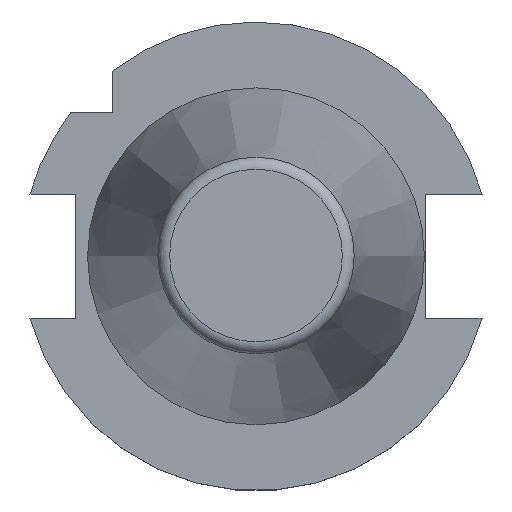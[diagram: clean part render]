
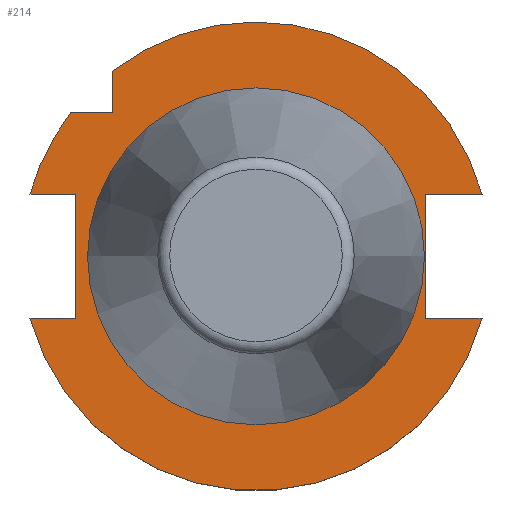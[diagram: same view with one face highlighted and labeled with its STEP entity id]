
A CAD part, top view. The second image highlights one B-rep face of the part: STEP entity #214.
In plain terms, the highlighted planar face has unit normal (0, 0, 1).
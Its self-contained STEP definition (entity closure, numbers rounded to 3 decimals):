
#58=LINE('',#1339,#109);
#59=LINE('',#1342,#110);
#60=LINE('',#1343,#111);
#61=LINE('',#1345,#112);
#62=LINE('',#1346,#113);
#63=LINE('',#1348,#114);
#64=LINE('',#1350,#115);
#65=LINE('',#1351,#116);
#109=VECTOR('',#1070,1.);
#110=VECTOR('',#1071,1.);
#111=VECTOR('',#1072,1.);
#112=VECTOR('',#1073,1.);
#113=VECTOR('',#1074,1.);
#114=VECTOR('',#1075,1.);
#115=VECTOR('',#1076,1.);
#116=VECTOR('',#1077,1.);
#183=PLANE('',#915);
#214=ADVANCED_FACE('CU_FL_SU_5',(#288,#289),#183,.F.);
#288=FACE_BOUND('',#349,.T.);
#289=FACE_BOUND('',#350,.T.);
#349=EDGE_LOOP('',(#454,#455,#456,#457,#458,#459,#460,#461,#462,#463,#464));
#350=EDGE_LOOP('',(#465));
#454=ORIENTED_EDGE('',*,*,#736,.T.);
#455=ORIENTED_EDGE('',*,*,#737,.T.);
#456=ORIENTED_EDGE('',*,*,#728,.T.);
#457=ORIENTED_EDGE('',*,*,#738,.T.);
#458=ORIENTED_EDGE('',*,*,#739,.F.);
#459=ORIENTED_EDGE('',*,*,#732,.F.);
#460=ORIENTED_EDGE('',*,*,#740,.F.);
#461=ORIENTED_EDGE('',*,*,#741,.F.);
#462=ORIENTED_EDGE('',*,*,#742,.T.);
#463=ORIENTED_EDGE('',*,*,#724,.F.);
#464=ORIENTED_EDGE('',*,*,#743,.F.);
#465=ORIENTED_EDGE('',*,*,#744,.T.);
#644=VERTEX_POINT('',#1308);
#646=VERTEX_POINT('',#1312);
#647=VERTEX_POINT('',#1316);
#650=VERTEX_POINT('',#1321);
#652=VERTEX_POINT('',#1326);
#654=VERTEX_POINT('',#1330);
#657=VERTEX_POINT('',#1340);
#658=VERTEX_POINT('',#1341);
#659=VERTEX_POINT('',#1344);
#660=VERTEX_POINT('',#1347);
#661=VERTEX_POINT('',#1349);
#662=VERTEX_POINT('',#1353);
#724=EDGE_CURVE('',#646,#644,#817,.T.);
#728=EDGE_CURVE('',#647,#650,#819,.T.);
#732=EDGE_CURVE('',#654,#652,#821,.T.);
#736=EDGE_CURVE('',#657,#658,#58,.T.);
#737=EDGE_CURVE('',#658,#647,#59,.T.);
#738=EDGE_CURVE('',#650,#659,#60,.T.);
#739=EDGE_CURVE('',#652,#659,#61,.T.);
#740=EDGE_CURVE('',#660,#654,#62,.T.);
#741=EDGE_CURVE('',#661,#660,#63,.T.);
#742=EDGE_CURVE('',#661,#644,#64,.T.);
#743=EDGE_CURVE('',#657,#646,#65,.T.);
#744=EDGE_CURVE('',#662,#662,#823,.T.);
#817=CIRCLE('',#904,48.725);
#819=CIRCLE('',#907,48.725);
#821=CIRCLE('',#910,48.725);
#823=CIRCLE('',#914,34.7);
#904=AXIS2_PLACEMENT_3D('',#1313,#1044,#1045);
#907=AXIS2_PLACEMENT_3D('',#1322,#1052,#1053);
#910=AXIS2_PLACEMENT_3D('',#1331,#1060,#1061);
#914=AXIS2_PLACEMENT_3D('',#1352,#1078,#1079);
#915=AXIS2_PLACEMENT_3D('',#1354,#1080,#1081);
#1044=DIRECTION('',(0.,0.,-1.));
#1045=DIRECTION('',(-1.,0.,0.));
#1052=DIRECTION('',(0.,0.,1.));
#1053=DIRECTION('',(-1.,0.,0.));
#1060=DIRECTION('',(0.,0.,-1.));
#1061=DIRECTION('',(-1.,0.,0.));
#1070=DIRECTION('',(0.,1.,0.));
#1071=DIRECTION('',(1.,0.,0.));
#1072=DIRECTION('',(0.,-1.,0.));
#1073=DIRECTION('',(1.,0.,0.));
#1074=DIRECTION('',(-1.,0.,0.));
#1075=DIRECTION('',(0.,1.,0.));
#1076=DIRECTION('',(-1.,0.,0.));
#1077=DIRECTION('',(1.,0.,0.));
#1078=DIRECTION('',(0.,0.,-1.));
#1079=DIRECTION('',(-1.,0.,0.));
#1080=DIRECTION('',(0.,0.,-1.));
#1081=DIRECTION('',(-1.,0.,0.));
#1308=CARTESIAN_POINT('',(-46.986,-12.903,-3.2));
#1312=CARTESIAN_POINT('',(46.986,-12.903,-3.2));
#1313=CARTESIAN_POINT('',(0.,0.,-3.2));
#1316=CARTESIAN_POINT('',(46.986,12.903,-3.2));
#1321=CARTESIAN_POINT('',(-29.85,38.511,-3.2));
#1322=CARTESIAN_POINT('',(0.,0.,-3.2));
#1326=CARTESIAN_POINT('',(-38.511,29.85,-3.2));
#1330=CARTESIAN_POINT('',(-46.986,12.903,-3.2));
#1331=CARTESIAN_POINT('',(0.,0.,-3.2));
#1339=CARTESIAN_POINT('',(35.3,34.7,-3.2));
#1340=CARTESIAN_POINT('',(35.3,-12.903,-3.2));
#1341=CARTESIAN_POINT('',(35.3,12.903,-3.2));
#1342=CARTESIAN_POINT('',(58.725,12.903,-3.2));
#1343=CARTESIAN_POINT('',(-29.85,34.7,-3.2));
#1344=CARTESIAN_POINT('',(-29.85,29.85,-3.2));
#1345=CARTESIAN_POINT('',(0.,29.85,-3.2));
#1346=CARTESIAN_POINT('',(0.,12.903,-3.2));
#1347=CARTESIAN_POINT('',(-37.5,12.903,-3.2));
#1348=CARTESIAN_POINT('',(-37.5,34.7,-3.2));
#1349=CARTESIAN_POINT('',(-37.5,-12.903,-3.2));
#1350=CARTESIAN_POINT('',(-58.725,-12.903,-3.2));
#1351=CARTESIAN_POINT('',(0.,-12.903,-3.2));
#1352=CARTESIAN_POINT('',(0.,0.,-3.2));
#1353=CARTESIAN_POINT('',(-34.7,0.,-3.2));
#1354=CARTESIAN_POINT('',(0.,34.7,-3.2));
